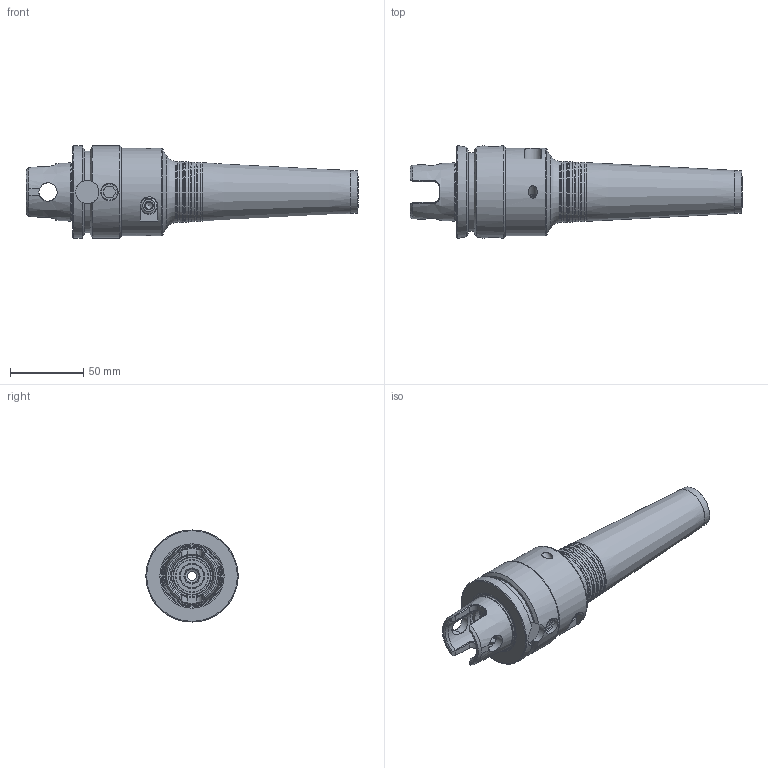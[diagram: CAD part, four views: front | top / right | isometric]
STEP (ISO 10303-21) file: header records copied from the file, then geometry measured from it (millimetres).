
FILE_DESCRIPTION((''),'2;1');
FILE_NAME('146021220195 UTS6350-PHC20SB-195-C-H-3D.stp','2023-02-06T17:04:23',('nttooll'),(''),'Autodesk Inventor 2012','Autodesk Inventor 2012','');
FILE_SCHEMA(('AUTOMOTIVE_DESIGN { 1 0 10303 214 1 1 1 1 }'));
Length unit declared in the file: millimetre
Products named in the file (1): 146021220195 UTS6350-PHC20SB-195-C-H-3D
Bounding box: 227 x 63 x 63 mm (x, y, z)
Volume: 277874.7 mm3; surface area: 50666.8 mm2
Topology: 1 solids, 1 shells, 202 faces, 472 edges, 289 vertices
Faces by surface type: cone 66, cylinder 56, plane 47, bspline 20, torus 13
Full cylindrical faces by diameter (mm): 2.887 x2, 4.1 x1, 5 x4, 5.774 x2, 6 x3, 8 x2, 9.2 x1, 10 x1, 11 x4, 12 x2, 12.5 x2, 16 x2, 16.4 x1, 20.4 x2, 26 x1, 28.2 x1, 29 x1, 30 x1, 39.4 x1, 60 x1, 63 x2
Entity records: 5972 total; most frequent: CARTESIAN_POINT 2086, DIRECTION 740, ORIENTED_EDGE 706, EDGE_CURVE 353, AXIS2_PLACEMENT_3D 347, EDGE_LOOP 324, VERTEX_POINT 269, FACE_OUTER_BOUND 202
